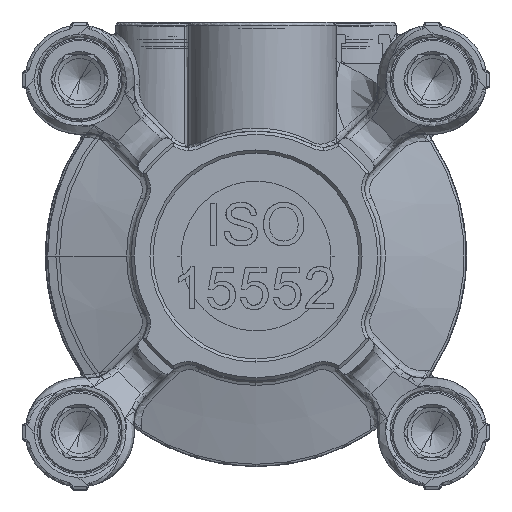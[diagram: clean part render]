
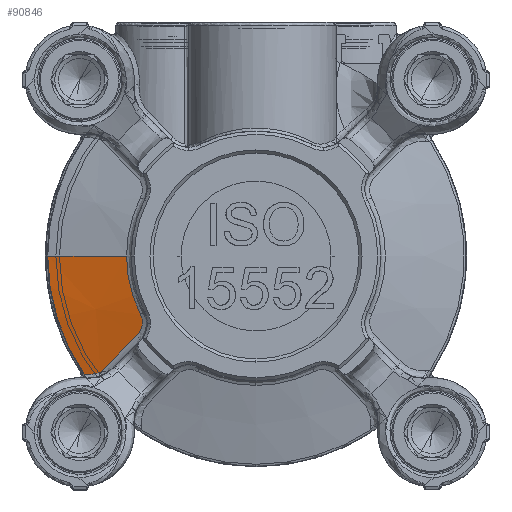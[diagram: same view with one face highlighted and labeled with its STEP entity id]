
A CAD part, front view. The second image highlights one B-rep face of the part: STEP entity #90846.
In plain terms, the highlighted conical face has half-angle 75 degrees and reference radius 33.379 mm.
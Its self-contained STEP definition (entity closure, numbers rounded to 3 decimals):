
#1110 = DIRECTION ( 'NONE',  ( 0., 0., -1. ) ) ;
#2960 = CARTESIAN_POINT ( 'NONE',  ( -18.875, 25.284, -12.566 ) ) ;
#3898 = CARTESIAN_POINT ( 'NONE',  ( -26.936, 28.038, -18.983 ) ) ;
#3953 = VERTEX_POINT ( 'NONE', #115722 ) ;
#4205 = CARTESIAN_POINT ( 'NONE',  ( -18.219, 24.915, -11.03 ) ) ;
#4448 = VERTEX_POINT ( 'NONE', #55536 ) ;
#11712 = CARTESIAN_POINT ( 'NONE',  ( -18.203, 24.847, -10.564 ) ) ;
#11821 = B_SPLINE_CURVE_WITH_KNOTS ( 'NONE', 3,
 ( #60932, #63380, #3898, #53991, #91042, #110440, #81013, #70983, #101065, #43975 ),
 .UNSPECIFIED., .F., .F.,
 ( 4, 2, 2, 2, 4 ),
 ( 0., 0.25, 0.375, 0.5, 1. ),
 .UNSPECIFIED. ) ;
#11940 = CARTESIAN_POINT ( 'NONE',  ( -24.928, 27.545, -18.616 ) ) ;
#12731 = B_SPLINE_CURVE_WITH_KNOTS ( 'NONE', 3,
 ( #34190, #34809, #120106, #59495 ),
 .UNSPECIFIED., .F., .F.,
 ( 4, 4 ),
 ( 0., 1. ),
 .UNSPECIFIED. ) ;
#12958 = CARTESIAN_POINT ( 'NONE',  ( -18.408, 25.063, -11.774 ) ) ;
#13571 = CARTESIAN_POINT ( 'NONE',  ( -18.675, 25.198, -12.286 ) ) ;
#14188 = CARTESIAN_POINT ( 'NONE',  ( -18.579, 25.152, -12.123 ) ) ;
#16565 = EDGE_CURVE ( 'NONE', #101926, #29572, #11821, .T. ) ;
#20603 = VECTOR ( 'NONE', #41138, 1000. ) ;
#22530 = EDGE_LOOP ( 'NONE', ( #100401, #36716, #99951, #52037, #35537, #73068, #76294 ) ) ;
#22538 = CARTESIAN_POINT ( 'NONE',  ( -27.353, 28.126, -18.96 ) ) ;
#28816 = AXIS2_PLACEMENT_3D ( 'NONE', #106430, #59378, #1110 ) ;
#29318 = FACE_OUTER_BOUND ( 'NONE', #22530, .T. ) ;
#29572 = VERTEX_POINT ( 'NONE', #11940 ) ;
#31165 = CARTESIAN_POINT ( 'NONE',  ( -18.334, 25.015, -11.556 ) ) ;
#31649 = AXIS2_PLACEMENT_3D ( 'NONE', #79566, #69502, #77090 ) ;
#32839 = CIRCLE ( 'NONE', #28816, 33.379 ) ;
#33444 = CARTESIAN_POINT ( 'NONE',  ( -33.379, 28.152, 0. ) ) ;
#34190 = CARTESIAN_POINT ( 'NONE',  ( -24.928, 27.545, -18.616 ) ) ;
#34206 = VERTEX_POINT ( 'NONE', #76855 ) ;
#34809 = CARTESIAN_POINT ( 'NONE',  ( -22.695, 26.708, -16.388 ) ) ;
#35537 = ORIENTED_EDGE ( 'NONE', *, *, #16565, .T. ) ;
#36716 = ORIENTED_EDGE ( 'NONE', *, *, #73436, .T. ) ;
#41138 = DIRECTION ( 'NONE',  ( -0.966, 0.259, 0. ) ) ;
#43975 = CARTESIAN_POINT ( 'NONE',  ( -24.928, 27.545, -18.616 ) ) ;
#46285 = DIRECTION ( 'NONE',  ( 0., 1., 0. ) ) ;
#50600 = CARTESIAN_POINT ( 'NONE',  ( -18.976, 25.324, -12.683 ) ) ;
#51832 = CARTESIAN_POINT ( 'NONE',  ( -18.302, 24.992, -11.446 ) ) ;
#52037 = ORIENTED_EDGE ( 'NONE', *, *, #63657, .T. ) ;
#53991 = CARTESIAN_POINT ( 'NONE',  ( -26.627, 27.969, -18.974 ) ) ;
#55536 = CARTESIAN_POINT ( 'NONE',  ( -20.741, 24.766, 0. ) ) ;
#59378 = DIRECTION ( 'NONE',  ( 0., 1., 0. ) ) ;
#59495 = CARTESIAN_POINT ( 'NONE',  ( -19.088, 25.365, -12.795 ) ) ;
#60932 = CARTESIAN_POINT ( 'NONE',  ( -27.353, 28.126, -18.96 ) ) ;
#61233 = CARTESIAN_POINT ( 'NONE',  ( -19.088, 25.365, -12.795 ) ) ;
#61643 = EDGE_CURVE ( 'NONE', #3953, #74929, #32839, .T. ) ;
#61722 = CIRCLE ( 'NONE', #31649, 20.741 ) ;
#63380 = CARTESIAN_POINT ( 'NONE',  ( -27.144, 28.082, -18.978 ) ) ;
#63657 = EDGE_CURVE ( 'NONE', #3953, #101926, #75388, .T. ) ;
#64924 = CARTESIAN_POINT ( 'NONE',  ( -18.372, 24.766, -9.632 ) ) ;
#69502 = DIRECTION ( 'NONE',  ( 0., 1., 0. ) ) ;
#70022 = CARTESIAN_POINT ( 'NONE',  ( -18.739, 25.226, -12.381 ) ) ;
#70983 = CARTESIAN_POINT ( 'NONE',  ( -25.705, 27.751, -18.866 ) ) ;
#71284 = CARTESIAN_POINT ( 'NONE',  ( -18.561, 25.143, -12.091 ) ) ;
#71558 = AXIS2_PLACEMENT_3D ( 'NONE', #85789, #46285, #85178 ) ;
#73068 = ORIENTED_EDGE ( 'NONE', *, *, #94907, .T. ) ;
#73436 = EDGE_CURVE ( 'NONE', #4448, #74929, #116403, .T. ) ;
#74929 = VERTEX_POINT ( 'NONE', #33444 ) ;
#75388 = B_SPLINE_CURVE_WITH_KNOTS ( 'NONE', 3,
 ( #99698, #89061, #108482, #22538 ),
 .UNSPECIFIED., .F., .F.,
 ( 4, 4 ),
 ( 0., 1. ),
 .UNSPECIFIED. ) ;
#76294 = ORIENTED_EDGE ( 'NONE', *, *, #105342, .T. ) ;
#76855 = CARTESIAN_POINT ( 'NONE',  ( -18.515, 24.766, -9.349 ) ) ;
#77090 = DIRECTION ( 'NONE',  ( 0., 0., 1. ) ) ;
#78781 = CARTESIAN_POINT ( 'NONE',  ( -33.379, 28.152, 0. ) ) ;
#79566 = CARTESIAN_POINT ( 'NONE',  ( 0., 24.766, 0. ) ) ;
#81013 = CARTESIAN_POINT ( 'NONE',  ( -26.221, 27.875, -18.939 ) ) ;
#81314 = CARTESIAN_POINT ( 'NONE',  ( -18.253, 24.949, -11.224 ) ) ;
#85178 = DIRECTION ( 'NONE',  ( -1., 0., 0. ) ) ;
#85789 = CARTESIAN_POINT ( 'NONE',  ( 0., 28.152, 0. ) ) ;
#88269 = CARTESIAN_POINT ( 'NONE',  ( -18.213, 24.829, -10.408 ) ) ;
#88884 = CARTESIAN_POINT ( 'NONE',  ( -18.469, 25.097, -11.916 ) ) ;
#89061 = CARTESIAN_POINT ( 'NONE',  ( -27.437, 28.143, -18.954 ) ) ;
#89161 = CARTESIAN_POINT ( 'NONE',  ( -27.353, 28.126, -18.96 ) ) ;
#90117 = CARTESIAN_POINT ( 'NONE',  ( -18.275, 24.97, -11.335 ) ) ;
#90846 = ADVANCED_FACE ( 'NONE', ( #29318 ), #107632, .T. ) ;
#91042 = CARTESIAN_POINT ( 'NONE',  ( -26.525, 27.946, -18.968 ) ) ;
#92574 = CARTESIAN_POINT ( 'NONE',  ( -18.515, 24.766, -9.349 ) ) ;
#94907 = EDGE_CURVE ( 'NONE', #29572, #110692, #12731, .T. ) ;
#99698 = CARTESIAN_POINT ( 'NONE',  ( -27.478, 28.152, -18.95 ) ) ;
#99951 = ORIENTED_EDGE ( 'NONE', *, *, #61643, .F. ) ;
#100132 = CARTESIAN_POINT ( 'NONE',  ( -18.26, 24.956, -11.26 ) ) ;
#100401 = ORIENTED_EDGE ( 'NONE', *, *, #101363, .T. ) ;
#101065 = CARTESIAN_POINT ( 'NONE',  ( -25.308, 27.649, -18.762 ) ) ;
#101363 = EDGE_CURVE ( 'NONE', #34206, #4448, #61722, .T. ) ;
#101926 = VERTEX_POINT ( 'NONE', #89161 ) ;
#102587 = CARTESIAN_POINT ( 'NONE',  ( -18.279, 24.781, -9.931 ) ) ;
#104888 = B_SPLINE_CURVE_WITH_KNOTS ( 'NONE', 3,
 ( #61233, #50600, #2960, #70022, #13571, #109528, #14188, #71284, #88884, #12958, #31165, #51832, #90117, #100132, #81314, #4205, #119542, #110135, #11712, #88269, #117079, #102587, #64924, #92574 ),
 .UNSPECIFIED., .F., .F.,
 ( 4, 2, 1, 2, 2, 2, 1, 2, 2, 2, 2, 2, 4 ),
 ( 0., 0.125, 0.188, 0.219, 0.25, 0.375, 0.438, 0.469, 0.5, 0.625, 0.688, 0.75, 1. ),
 .UNSPECIFIED. ) ;
#105342 = EDGE_CURVE ( 'NONE', #110692, #34206, #104888, .T. ) ;
#106430 = CARTESIAN_POINT ( 'NONE',  ( 0., 28.152, 0. ) ) ;
#107359 = CARTESIAN_POINT ( 'NONE',  ( -19.088, 25.365, -12.795 ) ) ;
#107632 = CONICAL_SURFACE ( 'NONE', #71558, 33.379, 1.309 ) ;
#108482 = CARTESIAN_POINT ( 'NONE',  ( -27.395, 28.135, -18.957 ) ) ;
#109528 = CARTESIAN_POINT ( 'NONE',  ( -18.616, 25.17, -12.189 ) ) ;
#110135 = CARTESIAN_POINT ( 'NONE',  ( -18.201, 24.857, -10.642 ) ) ;
#110440 = CARTESIAN_POINT ( 'NONE',  ( -26.32, 27.898, -18.951 ) ) ;
#110692 = VERTEX_POINT ( 'NONE', #107359 ) ;
#115722 = CARTESIAN_POINT ( 'NONE',  ( -27.478, 28.152, -18.95 ) ) ;
#116403 = LINE ( 'NONE', #78781, #20603 ) ;
#117079 = CARTESIAN_POINT ( 'NONE',  ( -18.221, 24.821, -10.332 ) ) ;
#119542 = CARTESIAN_POINT ( 'NONE',  ( -18.204, 24.89, -10.875 ) ) ;
#120106 = CARTESIAN_POINT ( 'NONE',  ( -20.748, 25.981, -14.448 ) ) ;
